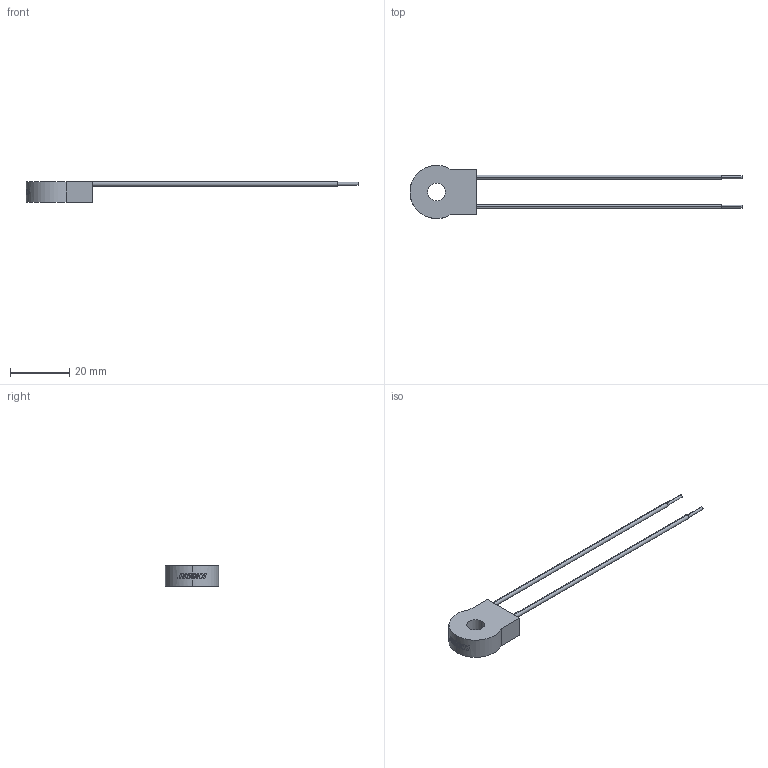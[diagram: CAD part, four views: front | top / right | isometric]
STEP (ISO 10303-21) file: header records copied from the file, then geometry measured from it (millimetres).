
FILE_DESCRIPTION (( 'STEP AP214' ), '1' );
FILE_NAME ('SC_CT06_D6L18L27H22.4T7.1LL90.STEP', '2018-06-04T16:39:12', ( '' ), ( '' ), 'SwSTEP 2.0', 'SolidWorks 2014', '' );
FILE_SCHEMA (( 'AUTOMOTIVE_DESIGN' ));
Length unit declared in the file: millimetre
Products named in the file (1): SC_CT06_D6L18L27H22.4T7.1LL90
Bounding box: 112.4 x 17.98 x 7.1 mm (x, y, z)
Volume: 2536.5 mm3; surface area: 2093.7 mm2
Topology: 1 solids, 1 shells, 78 faces, 210 edges, 140 vertices
Faces by surface type: plane 31, bspline 31, cylinder 16
Entity records: 2910 total; most frequent: CARTESIAN_POINT 923, ORIENTED_EDGE 420, DIRECTION 265, EDGE_CURVE 210, VERTEX_POINT 140, AXIS2_PLACEMENT_3D 120, B_SPLINE_CURVE_WITH_KNOTS 113, EDGE_LOOP 86
